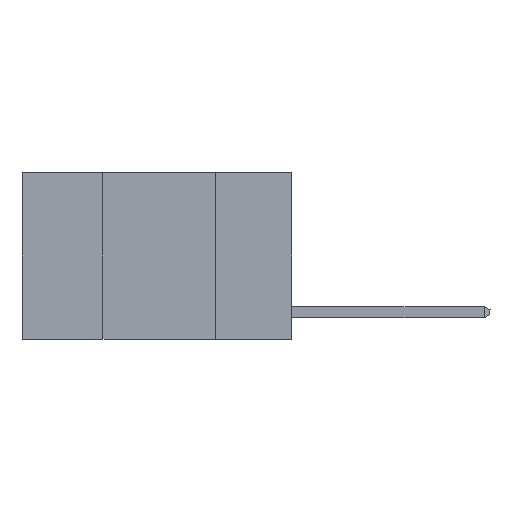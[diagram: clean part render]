
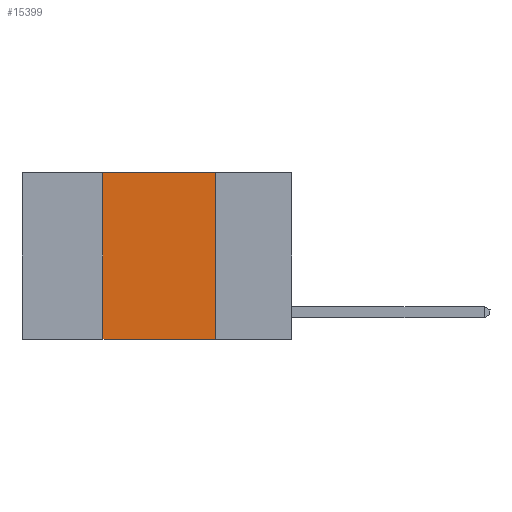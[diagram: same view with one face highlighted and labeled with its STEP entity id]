
A CAD part, left-side view. The second image highlights one B-rep face of the part: STEP entity #15399.
In plain terms, the highlighted planar face has unit normal (-1, 0, 0).
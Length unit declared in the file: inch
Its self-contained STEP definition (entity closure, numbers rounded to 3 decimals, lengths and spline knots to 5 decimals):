
#1077 = LINE ( 'NONE', #16178, #12619 ) ;
#1205 = VERTEX_POINT ( 'NONE', #15815 ) ;
#2288 = LINE ( 'NONE', #14272, #13410 ) ;
#2347 = ORIENTED_EDGE ( 'NONE', *, *, #12745, .F. ) ;
#2702 = DIRECTION ( 'NONE',  ( 0., 0., 1. ) ) ;
#2731 = DIRECTION ( 'NONE',  ( 0., -1., 0. ) ) ;
#2898 = PLANE ( 'NONE',  #11293 ) ;
#3165 = EDGE_CURVE ( 'NONE', #1205, #14865, #1077, .T. ) ;
#3232 = VECTOR ( 'NONE', #9241, 39.37008 ) ;
#3265 = LINE ( 'NONE', #16695, #3232 ) ;
#3395 = ORIENTED_EDGE ( 'NONE', *, *, #3165, .F. ) ;
#4073 = VERTEX_POINT ( 'NONE', #8886 ) ;
#4310 = EDGE_CURVE ( 'NONE', #4073, #1205, #7414, .T. ) ;
#6032 = EDGE_CURVE ( 'NONE', #4073, #6711, #3265, .T. ) ;
#6711 = VERTEX_POINT ( 'NONE', #14333 ) ;
#7011 = DIRECTION ( 'NONE',  ( 0., 0., -1. ) ) ;
#7414 = LINE ( 'NONE', #13017, #17292 ) ;
#7501 = DIRECTION ( 'NONE',  ( 0., 0., -1. ) ) ;
#8886 = CARTESIAN_POINT ( 'NONE',  ( 0., 0.42, -0.37 ) ) ;
#8892 = DIRECTION ( 'NONE',  ( 1., 0., 0. ) ) ;
#9241 = DIRECTION ( 'NONE',  ( 0., -1., 0. ) ) ;
#11293 = AXIS2_PLACEMENT_3D ( 'NONE', #13756, #8892, #7501 ) ;
#12619 = VECTOR ( 'NONE', #2731, 39.37008 ) ;
#12736 = ORIENTED_EDGE ( 'NONE', *, *, #4310, .F. ) ;
#12745 = EDGE_CURVE ( 'NONE', #14865, #6711, #2288, .T. ) ;
#13017 = CARTESIAN_POINT ( 'NONE',  ( 0., 0.42, 0. ) ) ;
#13357 = ORIENTED_EDGE ( 'NONE', *, *, #6032, .T. ) ;
#13410 = VECTOR ( 'NONE', #7011, 39.37008 ) ;
#13746 = EDGE_LOOP ( 'NONE', ( #2347, #3395, #12736, #13357 ) ) ;
#13756 = CARTESIAN_POINT ( 'NONE',  ( 0., 0.6, 0. ) ) ;
#14272 = CARTESIAN_POINT ( 'NONE',  ( 0., 0.17, 0. ) ) ;
#14333 = CARTESIAN_POINT ( 'NONE',  ( 0., 0.17, -0.37 ) ) ;
#14865 = VERTEX_POINT ( 'NONE', #17455 ) ;
#14868 = FACE_OUTER_BOUND ( 'NONE', #13746, .T. ) ;
#15399 = ADVANCED_FACE ( 'NONE', ( #14868 ), #2898, .F. ) ;
#15815 = CARTESIAN_POINT ( 'NONE',  ( 0., 0.42, 0. ) ) ;
#16178 = CARTESIAN_POINT ( 'NONE',  ( 0., 0.6, 0. ) ) ;
#16695 = CARTESIAN_POINT ( 'NONE',  ( 0., 0.6, -0.37 ) ) ;
#17292 = VECTOR ( 'NONE', #2702, 39.37008 ) ;
#17455 = CARTESIAN_POINT ( 'NONE',  ( 0., 0.17, 0. ) ) ;
